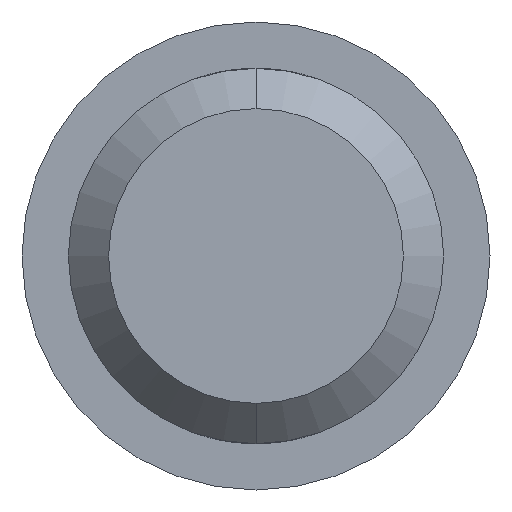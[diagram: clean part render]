
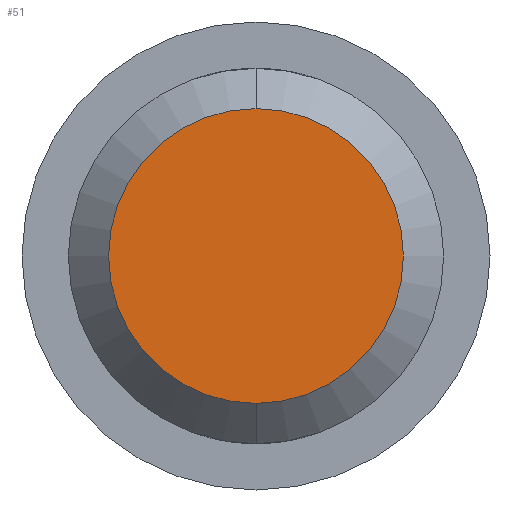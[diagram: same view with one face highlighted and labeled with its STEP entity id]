
A CAD part, front view. The second image highlights one B-rep face of the part: STEP entity #51.
In plain terms, the highlighted planar face has unit normal (0, -1, 0).
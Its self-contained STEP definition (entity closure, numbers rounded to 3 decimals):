
#8 = CIRCLE ( 'NONE', #166, 11. ) ;
#51 = ADVANCED_FACE ( 'NONE', ( #496 ), #776, .T. ) ;
#81 = CIRCLE ( 'NONE', #326, 11. ) ;
#166 = AXIS2_PLACEMENT_3D ( 'NONE', #675, #1101, #1298 ) ;
#171 = EDGE_LOOP ( 'NONE', ( #503, #969 ) ) ;
#300 = DIRECTION ( 'NONE',  ( 0., -1., 0. ) ) ;
#326 = AXIS2_PLACEMENT_3D ( 'NONE', #528, #733, #727 ) ;
#496 = FACE_OUTER_BOUND ( 'NONE', #171, .T. ) ;
#503 = ORIENTED_EDGE ( 'NONE', *, *, #986, .T. ) ;
#528 = CARTESIAN_POINT ( 'NONE',  ( 0., 0., 0. ) ) ;
#554 = EDGE_CURVE ( 'NONE', #810, #912, #81, .T. ) ;
#675 = CARTESIAN_POINT ( 'NONE',  ( 0., 0., 0. ) ) ;
#727 = DIRECTION ( 'NONE',  ( 0., 0., -1. ) ) ;
#733 = DIRECTION ( 'NONE',  ( 0., -1., 0. ) ) ;
#776 = PLANE ( 'NONE',  #904 ) ;
#810 = VERTEX_POINT ( 'NONE', #927 ) ;
#877 = CARTESIAN_POINT ( 'NONE',  ( 0., 0., 11. ) ) ;
#904 = AXIS2_PLACEMENT_3D ( 'NONE', #1200, #300, #975 ) ;
#912 = VERTEX_POINT ( 'NONE', #877 ) ;
#927 = CARTESIAN_POINT ( 'NONE',  ( 0., 0., -11. ) ) ;
#969 = ORIENTED_EDGE ( 'NONE', *, *, #554, .T. ) ;
#975 = DIRECTION ( 'NONE',  ( 0., 0., -1. ) ) ;
#986 = EDGE_CURVE ( 'NONE', #912, #810, #8, .T. ) ;
#1101 = DIRECTION ( 'NONE',  ( 0., -1., 0. ) ) ;
#1200 = CARTESIAN_POINT ( 'NONE',  ( 0., 0., 0. ) ) ;
#1298 = DIRECTION ( 'NONE',  ( 0., 0., -1. ) ) ;
